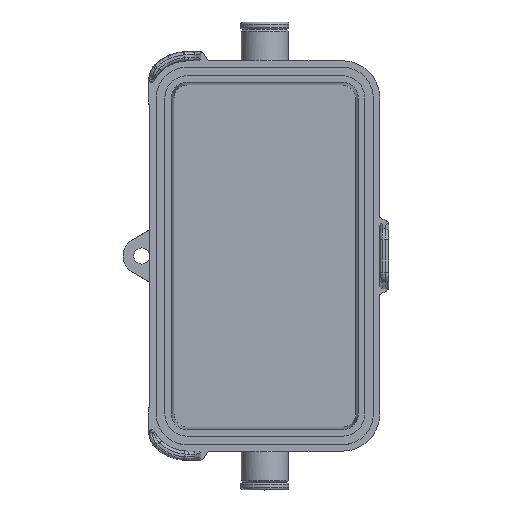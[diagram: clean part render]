
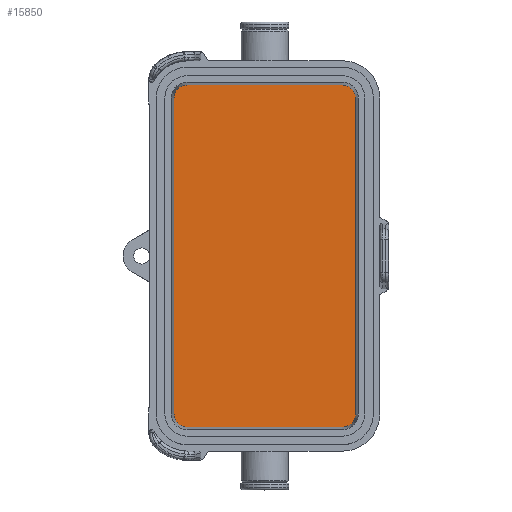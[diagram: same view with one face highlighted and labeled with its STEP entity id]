
A CAD part, top view. The second image highlights one B-rep face of the part: STEP entity #15850.
In plain terms, the highlighted planar face has unit normal (0, 0, 1).
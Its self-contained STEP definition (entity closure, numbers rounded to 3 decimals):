
#14140=CARTESIAN_POINT('',(-14.5,-53.,-9.5));
#14150=DIRECTION('',(0.,0.,1.));
#14160=DIRECTION('',(1.,0.,-0.));
#14170=AXIS2_PLACEMENT_3D('',#14140,#14150,#14160);
#14180=CIRCLE('',#14170,2.502);
#14190=CARTESIAN_POINT('',(-17.002,-53.,-9.5));
#14200=VERTEX_POINT('',#14190);
#14210=CARTESIAN_POINT('',(-14.5,-55.502,-9.5));
#14220=VERTEX_POINT('',#14210);
#14230=EDGE_CURVE('',#14200,#14220,#14180,.T.);
#14550=CARTESIAN_POINT('',(0.,-55.502,-9.5));
#14560=DIRECTION('',(1.,-0.,0.));
#14570=VECTOR('',#14560,1.);
#14580=LINE('',#14550,#14570);
#14590=CARTESIAN_POINT('',(14.5,-55.502,-9.5));
#14600=VERTEX_POINT('',#14590);
#14610=EDGE_CURVE('',#14220,#14600,#14580,.T.);
#14840=CARTESIAN_POINT('',(14.5,-53.,-9.5));
#14850=DIRECTION('',(0.,0.,1.));
#14860=DIRECTION('',(1.,0.,-0.));
#14870=AXIS2_PLACEMENT_3D('',#14840,#14850,#14860);
#14880=CIRCLE('',#14870,2.502);
#14890=CARTESIAN_POINT('',(17.002,-53.,-9.5));
#14900=VERTEX_POINT('',#14890);
#14910=EDGE_CURVE('',#14600,#14900,#14880,.T.);
#15200=CARTESIAN_POINT('',(17.002,6.001,
-9.5));
#15210=VERTEX_POINT('',#15200);
#15260=CARTESIAN_POINT('',(17.002,0.,-9.5));
#15270=DIRECTION('',(0.,1.,0.));
#15280=VECTOR('',#15270,1.);
#15290=LINE('',#15260,#15280);
#15300=EDGE_CURVE('',#14900,#15210,#15290,.T.);
#15420=CARTESIAN_POINT('',(18.389,13.741,
-9.5));
#15430=DIRECTION('',(0.,0.,-1.));
#15440=DIRECTION('',(1.,0.,0.));
#15450=AXIS2_PLACEMENT_3D('',#15420,#15430,#15440);
#15460=PLANE('',#15450);
#15470=ORIENTED_EDGE('',*,*,#15300,.T.);
#15480=ORIENTED_EDGE('',*,*,#14910,.T.);
#15490=ORIENTED_EDGE('',*,*,#14610,.T.);
#15500=ORIENTED_EDGE('',*,*,#14230,.T.);
#15510=CARTESIAN_POINT('',(-17.002,0.,-9.5));
#15520=DIRECTION('',(0.,-1.,-0.));
#15530=VECTOR('',#15520,1.);
#15540=LINE('',#15510,#15530);
#15550=CARTESIAN_POINT('',(-17.002,6.001,
-9.5));
#15560=VERTEX_POINT('',#15550);
#15570=EDGE_CURVE('',#15560,#14200,#15540,.T.);
#15580=ORIENTED_EDGE('',*,*,#15570,.T.);
#15590=CARTESIAN_POINT('',(-14.5,6.001,
-9.5));
#15600=DIRECTION('',(0.,0.,1.));
#15610=DIRECTION('',(1.,0.,-0.));
#15620=AXIS2_PLACEMENT_3D('',#15590,#15600,#15610);
#15630=CIRCLE('',#15620,2.502);
#15640=CARTESIAN_POINT('',(-14.5,8.504,-9.5));
#15650=VERTEX_POINT('',#15640);
#15660=EDGE_CURVE('',#15650,#15560,#15630,.T.);
#15670=ORIENTED_EDGE('',*,*,#15660,.T.);
#15680=CARTESIAN_POINT('',(0.,8.504,-9.5));
#15690=DIRECTION('',(-1.,0.,-0.));
#15700=VECTOR('',#15690,1.);
#15710=LINE('',#15680,#15700);
#15720=CARTESIAN_POINT('',(14.5,8.504,-9.5));
#15730=VERTEX_POINT('',#15720);
#15740=EDGE_CURVE('',#15730,#15650,#15710,.T.);
#15750=ORIENTED_EDGE('',*,*,#15740,.T.);
#15760=CARTESIAN_POINT('',(14.5,6.001,
-9.5));
#15770=DIRECTION('',(0.,0.,1.));
#15780=DIRECTION('',(1.,0.,-0.));
#15790=AXIS2_PLACEMENT_3D('',#15760,#15770,#15780);
#15800=CIRCLE('',#15790,2.502);
#15810=EDGE_CURVE('',#15210,#15730,#15800,.T.);
#15820=ORIENTED_EDGE('',*,*,#15810,.T.);
#15830=EDGE_LOOP('',(#15820,#15750,#15670,#15580,#15500,#15490,#15480,
#15470));
#15840=FACE_OUTER_BOUND('',#15830,.T.);
#15850=ADVANCED_FACE('',(#15840),#15460,.F.);
